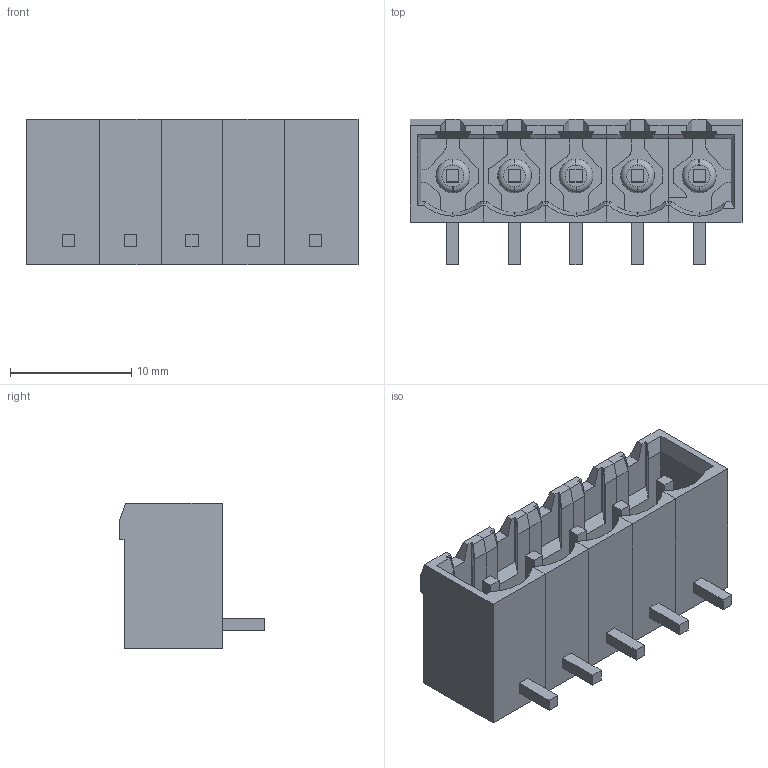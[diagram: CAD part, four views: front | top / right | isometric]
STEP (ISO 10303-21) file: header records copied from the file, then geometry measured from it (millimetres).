
FILE_DESCRIPTION(('STEP AP214'),'1');
FILE_NAME('20020110h051a01lf.stp','2020-03-24T14:16:59',('TraceParts'),('TraceParts S.A.'),'Spatial InterOp 3D',' ',' ');
FILE_SCHEMA(('AUTOMOTIVE_DESIGN { 1 0 10303 214 1 1 1 1 }'));
Length unit declared in the file: millimetre
Products named in the file (1): 20020110h051a01lf_1
Bounding box: 27.4 x 12 x 12 mm (x, y, z)
Volume: 1309.3 mm3; surface area: 2725 mm2
Topology: 5 solids, 5 shells, 368 faces, 985 edges, 642 vertices
Faces by surface type: plane 253, cylinder 85, torus 20, cone 10
Entity records: 11643 total; most frequent: CARTESIAN_POINT 2343, ORIENTED_EDGE 1970, DIRECTION 1874, EDGE_CURVE 985, LINE 740, VECTOR 740, VERTEX_POINT 642, AXIS2_PLACEMENT_3D 567
